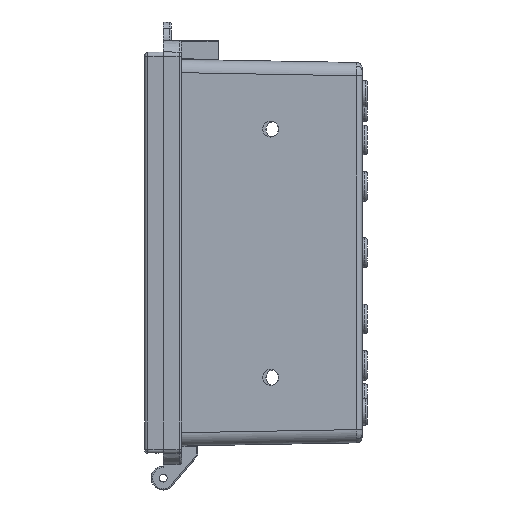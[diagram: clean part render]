
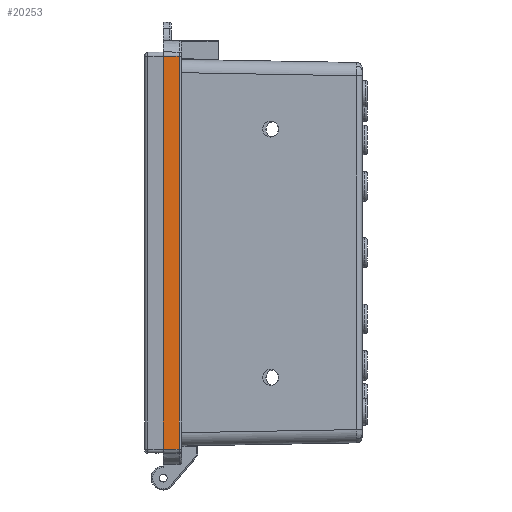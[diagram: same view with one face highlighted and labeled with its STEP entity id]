
A CAD part, left-side view. The second image highlights one B-rep face of the part: STEP entity #20253.
In plain terms, the highlighted planar face has unit normal (-1, -0.018, 0).
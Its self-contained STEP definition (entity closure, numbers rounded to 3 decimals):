
#1153=PLANE('',#22266);
#2326=FACE_OUTER_BOUND('',#3603,.T.);
#3603=EDGE_LOOP('',(#15978,#15979,#15980,#15981));
#5602=LINE('',#35253,#7152);
#5603=LINE('',#35255,#7153);
#5604=LINE('',#35256,#7154);
#5605=LINE('',#35257,#7155);
#7152=VECTOR('',#26752,1000.);
#7153=VECTOR('',#26753,1000.);
#7154=VECTOR('',#26754,1000.);
#7155=VECTOR('',#26755,1000.);
#9118=VERTEX_POINT('',#31955);
#10180=VERTEX_POINT('',#35251);
#10181=VERTEX_POINT('',#35252);
#10182=VERTEX_POINT('',#35254);
#12421=EDGE_CURVE('',#10180,#10181,#5602,.T.);
#12422=EDGE_CURVE('',#10180,#10182,#5603,.T.);
#12423=EDGE_CURVE('',#10182,#9118,#5604,.T.);
#12424=EDGE_CURVE('',#10181,#9118,#5605,.T.);
#15978=ORIENTED_EDGE('',*,*,#12421,.F.);
#15979=ORIENTED_EDGE('',*,*,#12422,.T.);
#15980=ORIENTED_EDGE('',*,*,#12423,.T.);
#15981=ORIENTED_EDGE('',*,*,#12424,.F.);
#20253=ADVANCED_FACE('',(#2326),#1153,.T.);
#22266=AXIS2_PLACEMENT_3D('',#35250,#26750,#26751);
#26750=DIRECTION('center_axis',(-1.,-0.017,
0.));
#26751=DIRECTION('ref_axis',(0.017,-1.,0.));
#26752=DIRECTION('',(-0.017,1.,0.));
#26753=DIRECTION('',(0.,0.,1.));
#26754=DIRECTION('',(-0.017,1.,0.));
#26755=DIRECTION('',(0.,0.,1.));
#31955=CARTESIAN_POINT('',(-134.2,0.,74.057));
#35250=CARTESIAN_POINT('Origin',(-134.2,0.,-74.057));
#35251=CARTESIAN_POINT('',(-134.095,-6.017,-74.057));
#35252=CARTESIAN_POINT('',(-134.2,0.,-74.057));
#35253=CARTESIAN_POINT('',(-134.2,0.,-74.057));
#35254=CARTESIAN_POINT('',(-134.095,-6.017,74.057));
#35255=CARTESIAN_POINT('',(-134.095,-6.017,-74.057));
#35256=CARTESIAN_POINT('',(-134.2,0.,74.057));
#35257=CARTESIAN_POINT('',(-134.2,0.,-74.057));
